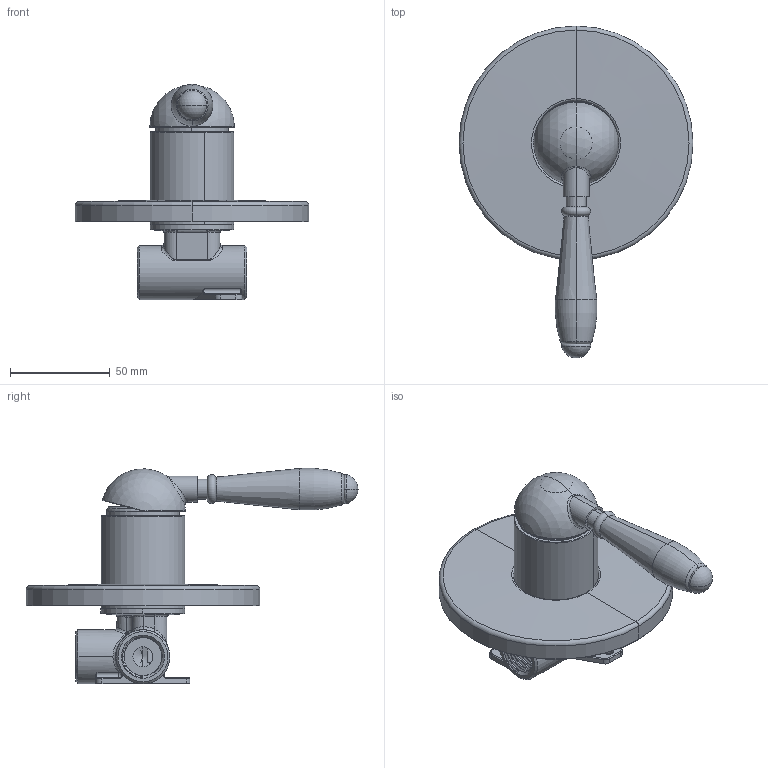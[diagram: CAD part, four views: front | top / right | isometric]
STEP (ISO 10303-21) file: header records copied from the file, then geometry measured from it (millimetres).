
FILE_DESCRIPTION (( 'STEP AP203' ), '1' );
FILE_NAME ('MV1020LCHP.STEP', '2020-02-26T07:36:18', ( 'Windows 蚚誧' ), ( '' ), 'SwSTEP 2.0', 'SolidWorks 2019', '' );
FILE_SCHEMA (( 'CONFIG_CONTROL_DESIGN' ));
Length unit declared in the file: millimetre
Products named in the file (17): J01002T01 35铜皮面板（117）; 30x2 O型圈; MV入墙阀套（D42H42); 175忒梟蟀諉裝; 35做蚾翋极 (Z11007D00); 7x1.5 O型圈; 175枎棟忒梟裝; 175忒梟裝簽; M70SB13C     MV做蚾忒梟釱; 162YM01C囀揤簽 M37.5x1.25D24.5H11.7; 162囀揤簽 M37.5x1.25H11.7; MV1020LCHP; 囀鞠褒す傷蹟佪 M5x25 (G12010G00); 11708肣々醱啣D42; 175忒梟裝芛; MV做蚾忒梟 枎棟裝; 162ZS01C 162 圉埴裔
Assembly tree (16 placements, depth 3):
  MV1020LCHP
    35做蚾翋极 (Z11007D00)
    MV入墙阀套（D42H42)
    162囀揤簽 M37.5x1.25H11.7
      162YM01C囀揤簽 M37.5x1.25D24.5H11.7
      30x2 O型圈
    162ZS01C 162 圉埴裔
    MV做蚾忒梟 枎棟裝
      M70SB13C     MV做蚾忒梟釱
      7x1.5 O型圈
      囀鞠褒す傷蹟佪 M5x25 (G12010G00)
      175忒梟蟀諉裝
      175忒梟裝芛
      175忒梟裝簽
      175枎棟忒梟裝
    11708肣々醱啣D42
      J01002T01 35铜皮面板（117）
Bounding box: 117 x 166.05 x 107.72 mm (x, y, z)
Volume: 94531 mm3; surface area: 82872.6 mm2
Topology: 14 solids, 14 shells, 761 faces, 2028 edges, 1291 vertices
Faces by surface type: cylinder 395, plane 117, bspline 108, cone 84, torus 51, sphere 6
Entity records: 74507 total; most frequent: CARTESIAN_POINT 56281, ORIENTED_EDGE 4012, DIRECTION 2892, EDGE_CURVE 2006, VERTEX_POINT 1291, AXIS2_PLACEMENT_3D 1123, EDGE_LOOP 811, ADVANCED_FACE 761
